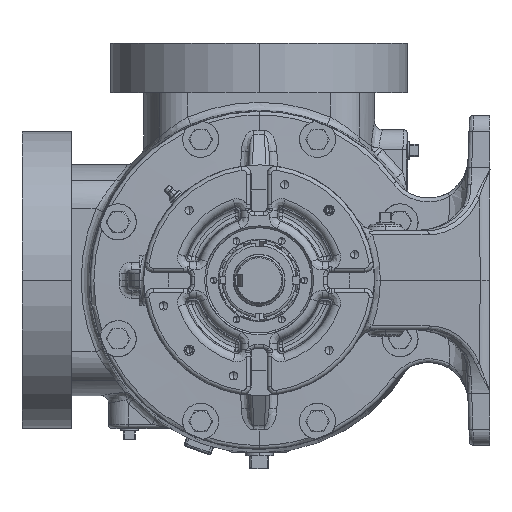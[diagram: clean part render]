
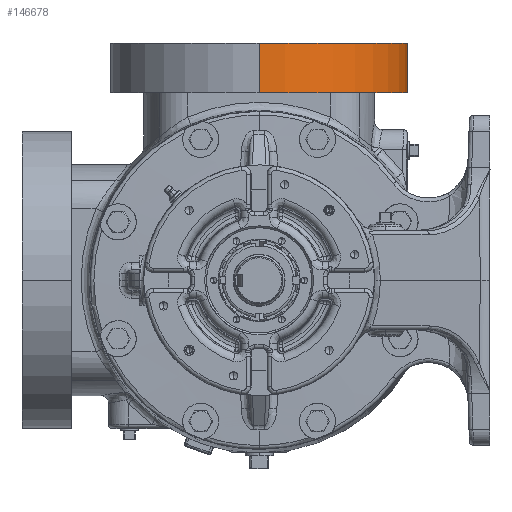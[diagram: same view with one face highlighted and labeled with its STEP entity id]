
A CAD part, left-side view. The second image highlights one B-rep face of the part: STEP entity #146678.
In plain terms, the highlighted cylindrical face has radius 114.3 mm (diameter 228.6 mm), a partial arc.
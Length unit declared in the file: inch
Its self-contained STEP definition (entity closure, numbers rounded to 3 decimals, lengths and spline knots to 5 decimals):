
#3115 = DIRECTION ( 'NONE',  ( -1., 0., 0. ) ) ;
#7072 = VERTEX_POINT ( 'NONE', #230312 ) ;
#15530 = CIRCLE ( 'NONE', #178343, 4.5 ) ;
#21060 = VERTEX_POINT ( 'NONE', #104780 ) ;
#33967 = VECTOR ( 'NONE', #57693, 39.37008 ) ;
#41649 = FACE_OUTER_BOUND ( 'NONE', #216757, .T. ) ;
#44409 = CYLINDRICAL_SURFACE ( 'NONE', #165543, 4.5 ) ;
#57693 = DIRECTION ( 'NONE',  ( 0., 0., -1. ) ) ;
#62004 = VERTEX_POINT ( 'NONE', #244872 ) ;
#70586 = VECTOR ( 'NONE', #217768, 39.37008 ) ;
#71834 = LINE ( 'NONE', #259001, #70586 ) ;
#84806 = EDGE_CURVE ( 'NONE', #21060, #138012, #182978, .T. ) ;
#99125 = CARTESIAN_POINT ( 'NONE',  ( 3.345, 0., 7.1875 ) ) ;
#104780 = CARTESIAN_POINT ( 'NONE',  ( -1.155, 0., 7.1875 ) ) ;
#124010 = ORIENTED_EDGE ( 'NONE', *, *, #149186, .T. ) ;
#125237 = DIRECTION ( 'NONE',  ( -1., 0., 0. ) ) ;
#138012 = VERTEX_POINT ( 'NONE', #257489 ) ;
#140785 = ORIENTED_EDGE ( 'NONE', *, *, #181201, .F. ) ;
#145023 = EDGE_CURVE ( 'NONE', #7072, #138012, #15530, .T. ) ;
#145874 = DIRECTION ( 'NONE',  ( 0., 0., -1. ) ) ;
#146678 = ADVANCED_FACE ( 'NONE', ( #41649 ), #44409, .T. ) ;
#149186 = EDGE_CURVE ( 'NONE', #62004, #21060, #176458, .T. ) ;
#161625 = ORIENTED_EDGE ( 'NONE', *, *, #84806, .T. ) ;
#165543 = AXIS2_PLACEMENT_3D ( 'NONE', #172530, #171149, #3115 ) ;
#171149 = DIRECTION ( 'NONE',  ( 0., 0., -1. ) ) ;
#172530 = CARTESIAN_POINT ( 'NONE',  ( 3.345, 0., 5.23278 ) ) ;
#176458 = CIRCLE ( 'NONE', #237779, 4.5 ) ;
#178343 = AXIS2_PLACEMENT_3D ( 'NONE', #183173, #145874, #125237 ) ;
#181201 = EDGE_CURVE ( 'NONE', #62004, #7072, #71834, .T. ) ;
#182978 = LINE ( 'NONE', #228241, #33967 ) ;
#183173 = CARTESIAN_POINT ( 'NONE',  ( 3.345, 0., 5.6875 ) ) ;
#210796 = ORIENTED_EDGE ( 'NONE', *, *, #145023, .F. ) ;
#216757 = EDGE_LOOP ( 'NONE', ( #140785, #124010, #161625, #210796 ) ) ;
#217768 = DIRECTION ( 'NONE',  ( 0., 0., -1. ) ) ;
#228241 = CARTESIAN_POINT ( 'NONE',  ( -1.155, 0., 5.23278 ) ) ;
#230312 = CARTESIAN_POINT ( 'NONE',  ( 7.845, 0., 5.6875 ) ) ;
#237779 = AXIS2_PLACEMENT_3D ( 'NONE', #99125, #266966, #246349 ) ;
#244872 = CARTESIAN_POINT ( 'NONE',  ( 7.845, 0., 7.1875 ) ) ;
#246349 = DIRECTION ( 'NONE',  ( -1., 0., 0. ) ) ;
#257489 = CARTESIAN_POINT ( 'NONE',  ( -1.155, 0., 5.6875 ) ) ;
#259001 = CARTESIAN_POINT ( 'NONE',  ( 7.845, 0., 5.23278 ) ) ;
#266966 = DIRECTION ( 'NONE',  ( 0., 0., -1. ) ) ;
